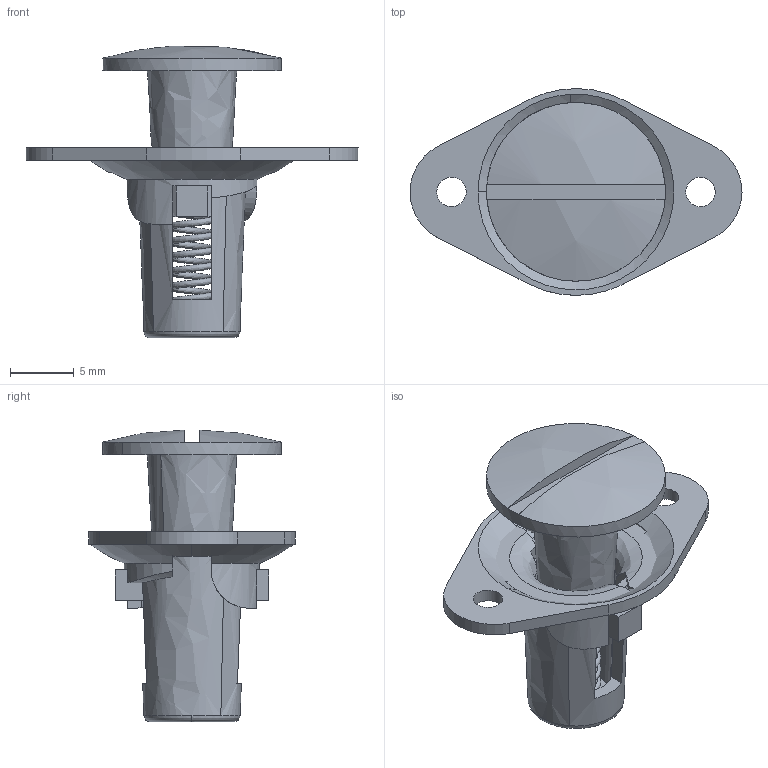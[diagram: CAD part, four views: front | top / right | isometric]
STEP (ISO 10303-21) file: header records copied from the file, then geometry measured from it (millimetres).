
FILE_DESCRIPTION((''),'2;1');
FILE_NAME('','2006-01-16T16:00:38',(''),(''),'','CADfix','');
FILE_SCHEMA(('AUTOMOTIVE_DESIGN'));
Length unit declared in the file: millimetre
Products named in the file (5): spring; housing; fastener; base; TL_69_122_36
Assembly tree (4 placements, depth 2):
  TL_69_122_36
    spring
    housing
    fastener
    base
Bounding box: 26 x 16.2 x 22.84 mm (x, y, z)
Volume: 1119.6 mm3; surface area: 2435 mm2
Topology: 4 solids, 4 shells, 104 faces, 329 edges, 235 vertices
Faces by surface type: bspline 104
Entity records: 8704 total; most frequent: CARTESIAN_POINT 6631, ORIENTED_EDGE 658, EDGE_CURVE 329, VERTEX_POINT 235, B_SPLINE_CURVE_WITH_KNOTS 182, QUASI_UNIFORM_CURVE 144, EDGE_LOOP 112, FACE_OUTER_BOUND 104
